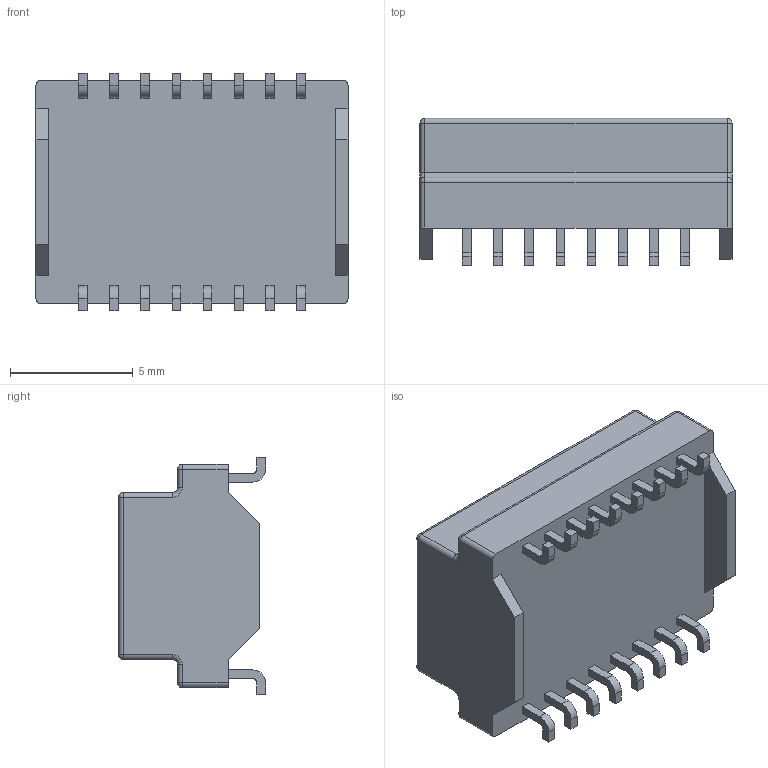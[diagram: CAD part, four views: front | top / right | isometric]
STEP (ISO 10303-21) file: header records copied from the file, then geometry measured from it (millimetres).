
FILE_DESCRIPTION (( 'STEP AP214' ), '1' );
FILE_NAME ('HX1198FNL_3D.STEP', '2017-09-18T09:36:34', ( '' ), ( '' ), 'SwSTEP 2.0', 'SolidWorks 2015', '' );
FILE_SCHEMA (( 'AUTOMOTIVE_DESIGN' ));
Length unit declared in the file: millimetre
Products named in the file (1): HX1198FNL_3D
Bounding box: 12.7 x 5.99 x 9.65 mm (x, y, z)
Volume: 456.7 mm3; surface area: 479.5 mm2
Topology: 1 solids, 1 shells, 197 faces, 510 edges, 324 vertices
Faces by surface type: plane 131, cylinder 54, sphere 8, torus 4
Entity records: 5926 total; most frequent: CARTESIAN_POINT 1024, DIRECTION 1010, ORIENTED_EDGE 1004, EDGE_CURVE 502, LINE 390, VECTOR 390, VERTEX_POINT 324, AXIS2_PLACEMENT_3D 310
